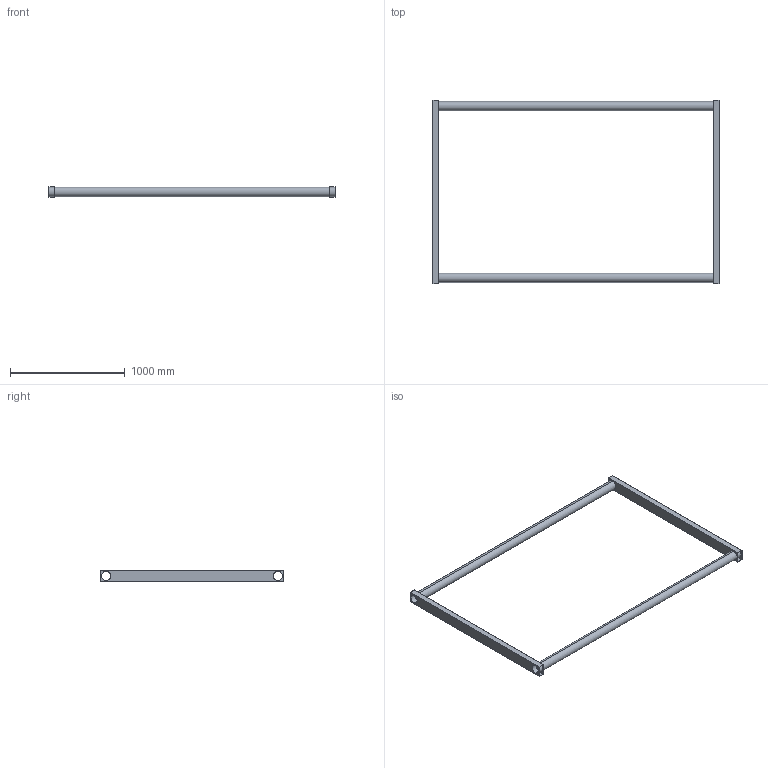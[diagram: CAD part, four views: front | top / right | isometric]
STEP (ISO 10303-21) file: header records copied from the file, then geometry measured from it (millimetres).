
FILE_DESCRIPTION (( 'STEP AP203' ), '1' );
FILE_NAME ('CcLo.STEP', '2020-04-26T13:46:28', ( '' ), ( '' ), 'SwSTEP 2.0', 'SolidWorks 2019', '' );
FILE_SCHEMA (( 'CONFIG_CONTROL_DESIGN' ));
Length unit declared in the file: millimetre
Products named in the file (1): CcLo
Bounding box: 2500 x 1600 x 101 mm (x, y, z)
Volume: 2167217 mm3; surface area: 4344604.2 mm2
Topology: 1 solids, 1 shells, 42 faces, 134 edges, 84 vertices
Faces by surface type: plane 24, cylinder 18
Entity records: 1611 total; most frequent: ORIENTED_EDGE 268, DIRECTION 264, CARTESIAN_POINT 261, EDGE_CURVE 134, LINE 90, VECTOR 90, AXIS2_PLACEMENT_3D 87, VERTEX_POINT 84
